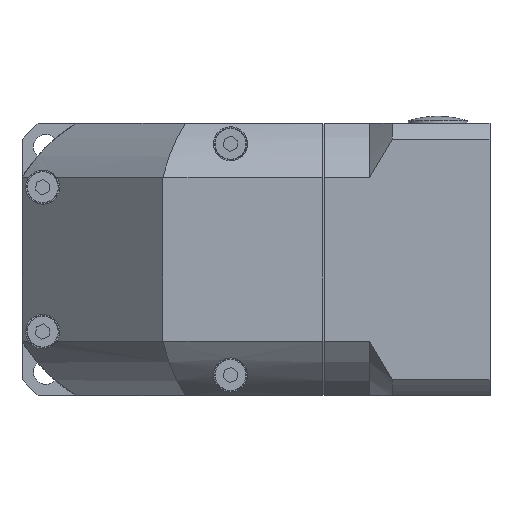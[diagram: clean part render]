
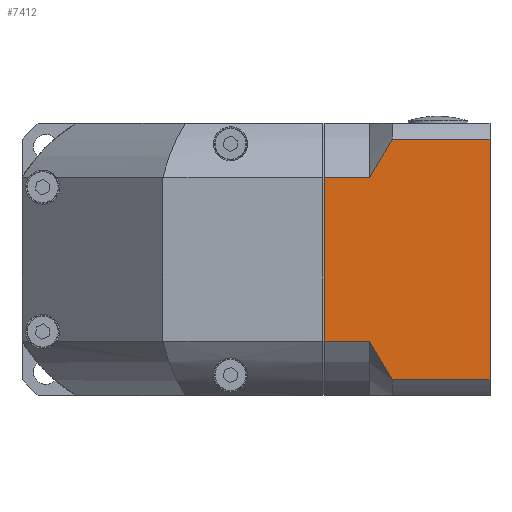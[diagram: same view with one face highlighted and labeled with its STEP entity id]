
A CAD part, left-side view. The second image highlights one B-rep face of the part: STEP entity #7412.
In plain terms, the highlighted planar face has unit normal (-1, 0, 0).
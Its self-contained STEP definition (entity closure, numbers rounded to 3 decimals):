
#22 = VERTEX_POINT ( 'NONE', #2078 ) ;
#68 = DIRECTION ( 'NONE',  ( 1., 0., 0. ) ) ;
#788 = CARTESIAN_POINT ( 'NONE',  ( -75., -51.5, 26.458 ) ) ;
#1041 = CARTESIAN_POINT ( 'NONE',  ( -75., -73., -26.458 ) ) ;
#1066 = CARTESIAN_POINT ( 'NONE',  ( -75., -46.5, 18.028 ) ) ;
#1154 = B_SPLINE_CURVE_WITH_KNOTS ( 'NONE', 3,
 ( #5265, #15848, #17669, #7667, #14832, #788 ),
 .UNSPECIFIED., .F., .F.,
 ( 4, 2, 4 ),
 ( 0.095, 0.1, 0.105 ),
 .UNSPECIFIED. ) ;
#1376 = CARTESIAN_POINT ( 'NONE',  ( -75., -36.5, -28.686 ) ) ;
#1449 = DIRECTION ( 'NONE',  ( 0., 0., -1. ) ) ;
#2078 = CARTESIAN_POINT ( 'NONE',  ( -75., -36.5, -18.028 ) ) ;
#2497 = EDGE_CURVE ( 'NONE', #2854, #9514, #14082, .T. ) ;
#2783 = PLANE ( 'NONE',  #4018 ) ;
#2854 = VERTEX_POINT ( 'NONE', #6917 ) ;
#3306 = CARTESIAN_POINT ( 'NONE',  ( -75., -73., -26.458 ) ) ;
#3336 = CARTESIAN_POINT ( 'NONE',  ( -75., -73., -18.028 ) ) ;
#3417 = ORIENTED_EDGE ( 'NONE', *, *, #13372, .F. ) ;
#3478 = DIRECTION ( 'NONE',  ( 0., -1., 0. ) ) ;
#3485 = ORIENTED_EDGE ( 'NONE', *, *, #2497, .F. ) ;
#3980 = DIRECTION ( 'NONE',  ( 0., 0., 1. ) ) ;
#4018 = AXIS2_PLACEMENT_3D ( 'NONE', #1376, #68, #4040 ) ;
#4040 = DIRECTION ( 'NONE',  ( 0., 0., -1. ) ) ;
#4317 = EDGE_CURVE ( 'NONE', #7351, #22, #4807, .T. ) ;
#4628 = DIRECTION ( 'NONE',  ( 0., 1., 0. ) ) ;
#4807 = LINE ( 'NONE', #3336, #14252 ) ;
#4910 = CARTESIAN_POINT ( 'NONE',  ( -75., -51.5, -26.458 ) ) ;
#4915 = CARTESIAN_POINT ( 'NONE',  ( -75., -73., 26.458 ) ) ;
#4961 = LINE ( 'NONE', #6475, #13097 ) ;
#5265 = CARTESIAN_POINT ( 'NONE',  ( -75., -46.5, 18.028 ) ) ;
#5770 = VERTEX_POINT ( 'NONE', #1066 ) ;
#6475 = CARTESIAN_POINT ( 'NONE',  ( -75., -73., 18.028 ) ) ;
#6625 = CARTESIAN_POINT ( 'NONE',  ( -75., -73., 26.458 ) ) ;
#6917 = CARTESIAN_POINT ( 'NONE',  ( -75., -51.5, 26.458 ) ) ;
#7351 = VERTEX_POINT ( 'NONE', #8014 ) ;
#7412 = ADVANCED_FACE ( 'NONE', ( #8264 ), #2783, .F. ) ;
#7667 = CARTESIAN_POINT ( 'NONE',  ( -75., -49.731, 23.724 ) ) ;
#8014 = CARTESIAN_POINT ( 'NONE',  ( -75., -46.5, -18.028 ) ) ;
#8254 = VERTEX_POINT ( 'NONE', #1041 ) ;
#8264 = FACE_OUTER_BOUND ( 'NONE', #15705, .T. ) ;
#8317 = CARTESIAN_POINT ( 'NONE',  ( -75., -49.728, -23.72 ) ) ;
#8696 = B_SPLINE_CURVE_WITH_KNOTS ( 'NONE', 3,
 ( #13774, #12376, #8317, #13884, #15192, #11064 ),
 .UNSPECIFIED., .F., .F.,
 ( 4, 2, 4 ),
 ( 0.047, 0.052, 0.057 ),
 .UNSPECIFIED. ) ;
#8717 = VECTOR ( 'NONE', #3980, 1000. ) ;
#9155 = ORIENTED_EDGE ( 'NONE', *, *, #17297, .F. ) ;
#9514 = VERTEX_POINT ( 'NONE', #6625 ) ;
#9590 = CARTESIAN_POINT ( 'NONE',  ( -75., -73., -25. ) ) ;
#9803 = VERTEX_POINT ( 'NONE', #4910 ) ;
#10128 = ORIENTED_EDGE ( 'NONE', *, *, #16039, .F. ) ;
#10150 = ORIENTED_EDGE ( 'NONE', *, *, #16789, .F. ) ;
#10178 = EDGE_CURVE ( 'NONE', #9514, #8254, #10760, .T. ) ;
#10251 = EDGE_CURVE ( 'NONE', #9803, #7351, #8696, .T. ) ;
#10359 = DIRECTION ( 'NONE',  ( 0., -1., 0. ) ) ;
#10423 = VECTOR ( 'NONE', #10359, 1000. ) ;
#10426 = ORIENTED_EDGE ( 'NONE', *, *, #10251, .F. ) ;
#10760 = LINE ( 'NONE', #9590, #13116 ) ;
#11064 = CARTESIAN_POINT ( 'NONE',  ( -75., -46.5, -18.028 ) ) ;
#11317 = VECTOR ( 'NONE', #4628, 1000. ) ;
#12189 = CARTESIAN_POINT ( 'NONE',  ( -75., -36.5, 18.028 ) ) ;
#12376 = CARTESIAN_POINT ( 'NONE',  ( -75., -50.601, -25.098 ) ) ;
#13097 = VECTOR ( 'NONE', #3478, 1000. ) ;
#13116 = VECTOR ( 'NONE', #1449, 1000. ) ;
#13372 = EDGE_CURVE ( 'NONE', #16734, #5770, #4961, .T. ) ;
#13436 = CARTESIAN_POINT ( 'NONE',  ( -75., -36.5, -28.686 ) ) ;
#13774 = CARTESIAN_POINT ( 'NONE',  ( -75., -51.5, -26.458 ) ) ;
#13884 = CARTESIAN_POINT ( 'NONE',  ( -75., -48.054, -20.915 ) ) ;
#14082 = LINE ( 'NONE', #4915, #10423 ) ;
#14252 = VECTOR ( 'NONE', #16858, 1000. ) ;
#14832 = CARTESIAN_POINT ( 'NONE',  ( -75., -50.602, 25.101 ) ) ;
#15192 = CARTESIAN_POINT ( 'NONE',  ( -75., -47.251, -19.486 ) ) ;
#15353 = LINE ( 'NONE', #13436, #8717 ) ;
#15705 = EDGE_LOOP ( 'NONE', ( #10150, #3417, #9155, #17173, #10426, #10128, #17526, #3485 ) ) ;
#15848 = CARTESIAN_POINT ( 'NONE',  ( -75., -47.254, 19.492 ) ) ;
#16039 = EDGE_CURVE ( 'NONE', #8254, #9803, #16269, .T. ) ;
#16269 = LINE ( 'NONE', #3306, #11317 ) ;
#16734 = VERTEX_POINT ( 'NONE', #12189 ) ;
#16789 = EDGE_CURVE ( 'NONE', #5770, #2854, #1154, .T. ) ;
#16858 = DIRECTION ( 'NONE',  ( 0., 1., 0. ) ) ;
#17173 = ORIENTED_EDGE ( 'NONE', *, *, #4317, .F. ) ;
#17297 = EDGE_CURVE ( 'NONE', #22, #16734, #15353, .T. ) ;
#17526 = ORIENTED_EDGE ( 'NONE', *, *, #10178, .F. ) ;
#17669 = CARTESIAN_POINT ( 'NONE',  ( -75., -48.057, 20.92 ) ) ;
